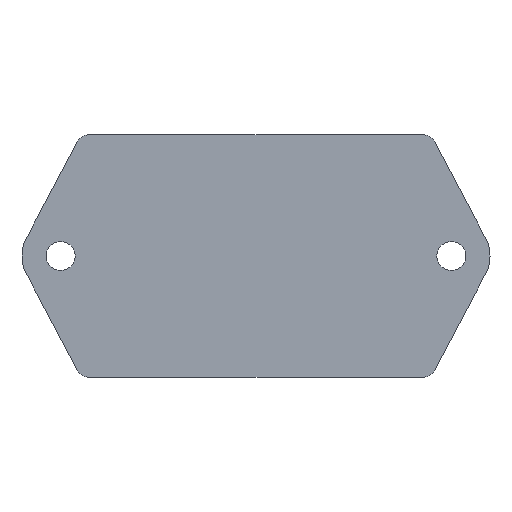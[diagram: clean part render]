
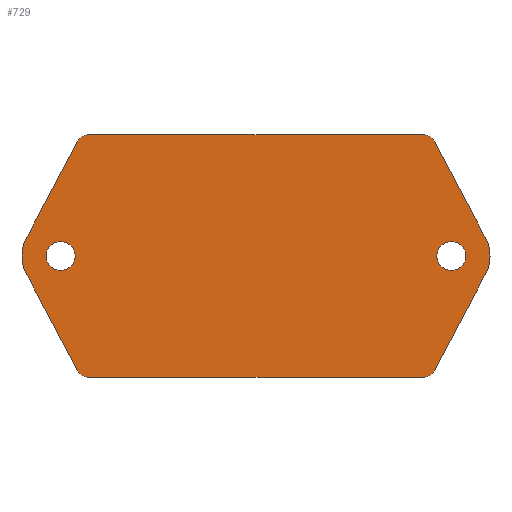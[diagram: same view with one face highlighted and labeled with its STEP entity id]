
A CAD part, front view. The second image highlights one B-rep face of the part: STEP entity #729.
In plain terms, the highlighted planar face has unit normal (0, -1, 0).
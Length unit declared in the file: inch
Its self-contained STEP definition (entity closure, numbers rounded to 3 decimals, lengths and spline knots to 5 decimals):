
#88 = CARTESIAN_POINT ( 'NONE',  ( -1.14231, -0.745, -0.73467 ) ) ;
#98 = CARTESIAN_POINT ( 'NONE',  ( -1.46895, -0.745, 0.11422 ) ) ;
#99 = CARTESIAN_POINT ( 'NONE',  ( -1.0755, -0.745, -0.775 ) ) ;
#111 = CARTESIAN_POINT ( 'NONE',  ( 1.14231, -0.745, -0.73467 ) ) ;
#112 = CARTESIAN_POINT ( 'NONE',  ( -1.25, -0.745, -0.093 ) ) ;
#113 = CARTESIAN_POINT ( 'NONE',  ( 1.14231, -0.745, 0.73467 ) ) ;
#157 = CARTESIAN_POINT ( 'NONE',  ( 1.46895, -0.745, 0.11422 ) ) ;
#159 = CARTESIAN_POINT ( 'NONE',  ( -1.14231, -0.745, 0.73467 ) ) ;
#160 = CARTESIAN_POINT ( 'NONE',  ( 1.0755, -0.745, -0.775 ) ) ;
#161 = CARTESIAN_POINT ( 'NONE',  ( 1.25, -0.745, -0.093 ) ) ;
#162 = CARTESIAN_POINT ( 'NONE',  ( 1.25, -0.745, 0.093 ) ) ;
#164 = CARTESIAN_POINT ( 'NONE',  ( -1.25, -0.745, 0.093 ) ) ;
#165 = CARTESIAN_POINT ( 'NONE',  ( 1.0755, -0.745, 0.775 ) ) ;
#166 = CARTESIAN_POINT ( 'NONE',  ( 1.46895, -0.745, -0.11422 ) ) ;
#167 = CARTESIAN_POINT ( 'NONE',  ( -1.0755, -0.745, 0.775 ) ) ;
#172 = CARTESIAN_POINT ( 'NONE',  ( -1.46895, -0.745, -0.11422 ) ) ;
#591 = CARTESIAN_POINT ( 'NONE',  ( -1.252, -0.745, 0. ) ) ;
#594 = CARTESIAN_POINT ( 'NONE',  ( -1.25, -0.745, 0. ) ) ;
#596 = DIRECTION ( 'NONE',  ( 0., -1., 0. ) ) ;
#597 = DIRECTION ( 'NONE',  ( 0., 0., 1. ) ) ;
#601 = DIRECTION ( 'NONE',  ( 0., -1., 0. ) ) ;
#602 = DIRECTION ( 'NONE',  ( 0., 0., 1. ) ) ;
#605 = CARTESIAN_POINT ( 'NONE',  ( -0.67552, -0.745, 1.62133 ) ) ;
#608 = CARTESIAN_POINT ( 'NONE',  ( 1.0755, -0.745, 0.6995 ) ) ;
#609 = DIRECTION ( 'NONE',  ( -0.466, 0., -0.885 ) ) ;
#614 = DIRECTION ( 'NONE',  ( 0., -1., 0. ) ) ;
#615 = DIRECTION ( 'NONE',  ( 0., 0., 1. ) ) ;
#729 = ADVANCED_FACE ( 'NONE', ( #2883, #2886, #2894 ), #772, .F. ) ;
#745 = CIRCLE ( 'NONE', #2561, 0.24518 ) ;
#765 = DIRECTION ( 'NONE',  ( 0., 1., 0. ) ) ;
#771 = DIRECTION ( 'NONE',  ( 0., 0., 1. ) ) ;
#772 = PLANE ( 'NONE',  #2575 ) ;
#774 = CARTESIAN_POINT ( 'NONE',  ( 1.0755, -0.745, 0.6995 ) ) ;
#876 = VERTEX_POINT ( 'NONE', #88 ) ;
#936 = VERTEX_POINT ( 'NONE', #99 ) ;
#937 = VERTEX_POINT ( 'NONE', #98 ) ;
#940 = VERTEX_POINT ( 'NONE', #157 ) ;
#943 = VERTEX_POINT ( 'NONE', #159 ) ;
#944 = VERTEX_POINT ( 'NONE', #165 ) ;
#947 = VERTEX_POINT ( 'NONE', #167 ) ;
#948 = VERTEX_POINT ( 'NONE', #166 ) ;
#949 = VERTEX_POINT ( 'NONE', #160 ) ;
#950 = VERTEX_POINT ( 'NONE', #164 ) ;
#952 = VERTEX_POINT ( 'NONE', #162 ) ;
#953 = VERTEX_POINT ( 'NONE', #161 ) ;
#961 = VERTEX_POINT ( 'NONE', #172 ) ;
#962 = VERTEX_POINT ( 'NONE', #111 ) ;
#963 = VERTEX_POINT ( 'NONE', #112 ) ;
#964 = VERTEX_POINT ( 'NONE', #113 ) ;
#1056 = CARTESIAN_POINT ( 'NONE',  ( 1.252, -0.745, 0. ) ) ;
#1057 = DIRECTION ( 'NONE',  ( 0., -1., 0. ) ) ;
#1058 = DIRECTION ( 'NONE',  ( 0., 0., 1. ) ) ;
#1069 = CARTESIAN_POINT ( 'NONE',  ( 1.25, -0.745, 0. ) ) ;
#1071 = CARTESIAN_POINT ( 'NONE',  ( 1.14231, -0.745, 0.73467 ) ) ;
#1072 = DIRECTION ( 'NONE',  ( -0.466, 0., 0.885 ) ) ;
#1073 = CARTESIAN_POINT ( 'NONE',  ( 1.25, -0.745, 0. ) ) ;
#1074 = DIRECTION ( 'NONE',  ( 0., 1., 0. ) ) ;
#1075 = DIRECTION ( 'NONE',  ( 0., 0., 1. ) ) ;
#1083 = DIRECTION ( 'NONE',  ( 0., 1., 0. ) ) ;
#1084 = DIRECTION ( 'NONE',  ( 0., 0., 1. ) ) ;
#1089 = CARTESIAN_POINT ( 'NONE',  ( 1.0755, -0.745, -0.6995 ) ) ;
#1092 = CARTESIAN_POINT ( 'NONE',  ( -1.0755, -0.745, 0.6995 ) ) ;
#1093 = CARTESIAN_POINT ( 'NONE',  ( -1.25, -0.745, 0. ) ) ;
#1094 = DIRECTION ( 'NONE',  ( 0., -1., 0. ) ) ;
#1095 = DIRECTION ( 'NONE',  ( 0., 0., 1. ) ) ;
#1096 = CARTESIAN_POINT ( 'NONE',  ( 1.0755, -0.745, 0.775 ) ) ;
#1097 = DIRECTION ( 'NONE',  ( -1., 0., 0. ) ) ;
#1098 = CARTESIAN_POINT ( 'NONE',  ( -1.2522, -0.745, -0.52593 ) ) ;
#1099 = DIRECTION ( 'NONE',  ( 0.466, 0., -0.885 ) ) ;
#1100 = CARTESIAN_POINT ( 'NONE',  ( 1.71899, -0.745, 0.36073 ) ) ;
#1101 = DIRECTION ( 'NONE',  ( 0., -1., 0. ) ) ;
#1102 = DIRECTION ( 'NONE',  ( 0., 0., 1. ) ) ;
#1103 = CARTESIAN_POINT ( 'NONE',  ( 1.0755, -0.745, -0.775 ) ) ;
#1104 = DIRECTION ( 'NONE',  ( 1., 0., 0. ) ) ;
#1107 = DIRECTION ( 'NONE',  ( 0., -1., 0. ) ) ;
#1108 = DIRECTION ( 'NONE',  ( 0., 0., 1. ) ) ;
#1113 = DIRECTION ( 'NONE',  ( 0.466, 0., 0.885 ) ) ;
#1159 = CARTESIAN_POINT ( 'NONE',  ( -1.0755, -0.745, -0.6995 ) ) ;
#1162 = DIRECTION ( 'NONE',  ( 0., -1., 0. ) ) ;
#1163 = DIRECTION ( 'NONE',  ( 0., 0., 1. ) ) ;
#1379 = LINE ( 'NONE', #1071, #1380 ) ;
#1380 = VECTOR ( 'NONE', #1072, 39.37008 ) ;
#1382 = CIRCLE ( 'NONE', #2497, 0.093 ) ;
#1383 = VECTOR ( 'NONE', #1097, 39.37008 ) ;
#1386 = LINE ( 'NONE', #1096, #1383 ) ;
#1387 = CIRCLE ( 'NONE', #2371, 0.093 ) ;
#1392 = LINE ( 'NONE', #1103, #1393 ) ;
#1393 = VECTOR ( 'NONE', #1104, 39.37008 ) ;
#1394 = CIRCLE ( 'NONE', #2369, 0.0755 ) ;
#1395 = LINE ( 'NONE', #1098, #1396 ) ;
#1396 = VECTOR ( 'NONE', #1099, 39.37008 ) ;
#1399 = CIRCLE ( 'NONE', #2374, 0.0755 ) ;
#1403 = LINE ( 'NONE', #1100, #1405 ) ;
#1404 = CIRCLE ( 'NONE', #2370, 0.093 ) ;
#1405 = VECTOR ( 'NONE', #1113, 39.37008 ) ;
#1411 = CIRCLE ( 'NONE', #2367, 0.0755 ) ;
#1422 = CIRCLE ( 'NONE', #2365, 0.093 ) ;
#1423 = LINE ( 'NONE', #605, #1428 ) ;
#1425 = CIRCLE ( 'NONE', #2363, 0.24518 ) ;
#1428 = VECTOR ( 'NONE', #609, 39.37008 ) ;
#1435 = CIRCLE ( 'NONE', #2354, 0.0755 ) ;
#2354 = AXIS2_PLACEMENT_3D ( 'NONE', #608, #614, #615 ) ;
#2363 = AXIS2_PLACEMENT_3D ( 'NONE', #591, #601, #602 ) ;
#2365 = AXIS2_PLACEMENT_3D ( 'NONE', #594, #596, #597 ) ;
#2367 = AXIS2_PLACEMENT_3D ( 'NONE', #1159, #1162, #1163 ) ;
#2369 = AXIS2_PLACEMENT_3D ( 'NONE', #1092, #1094, #1095 ) ;
#2370 = AXIS2_PLACEMENT_3D ( 'NONE', #1093, #1107, #1108 ) ;
#2371 = AXIS2_PLACEMENT_3D ( 'NONE', #1073, #1083, #1084 ) ;
#2374 = AXIS2_PLACEMENT_3D ( 'NONE', #1089, #1101, #1102 ) ;
#2464 = EDGE_CURVE ( 'NONE', #948, #940, #745, .T. ) ;
#2471 = EDGE_CURVE ( 'NONE', #940, #964, #1379, .T. ) ;
#2472 = EDGE_CURVE ( 'NONE', #952, #953, #1382, .T. ) ;
#2475 = EDGE_CURVE ( 'NONE', #953, #952, #1387, .T. ) ;
#2479 = EDGE_CURVE ( 'NONE', #947, #943, #1394, .T. ) ;
#2480 = EDGE_CURVE ( 'NONE', #944, #947, #1386, .T. ) ;
#2481 = EDGE_CURVE ( 'NONE', #961, #876, #1395, .T. ) ;
#2482 = EDGE_CURVE ( 'NONE', #949, #962, #1399, .T. ) ;
#2483 = EDGE_CURVE ( 'NONE', #936, #949, #1392, .T. ) ;
#2487 = EDGE_CURVE ( 'NONE', #963, #950, #1404, .T. ) ;
#2489 = EDGE_CURVE ( 'NONE', #962, #948, #1403, .T. ) ;
#2497 = AXIS2_PLACEMENT_3D ( 'NONE', #1069, #1074, #1075 ) ;
#2511 = EDGE_CURVE ( 'NONE', #876, #936, #1411, .T. ) ;
#2522 = EDGE_CURVE ( 'NONE', #950, #963, #1422, .T. ) ;
#2524 = EDGE_CURVE ( 'NONE', #937, #961, #1425, .T. ) ;
#2534 = EDGE_CURVE ( 'NONE', #943, #937, #1423, .T. ) ;
#2545 = EDGE_CURVE ( 'NONE', #964, #944, #1435, .T. ) ;
#2561 = AXIS2_PLACEMENT_3D ( 'NONE', #1056, #1057, #1058 ) ;
#2575 = AXIS2_PLACEMENT_3D ( 'NONE', #774, #765, #771 ) ;
#2603 = ORIENTED_EDGE ( 'NONE', *, *, #2480, .T. ) ;
#2604 = ORIENTED_EDGE ( 'NONE', *, *, #2479, .T. ) ;
#2606 = ORIENTED_EDGE ( 'NONE', *, *, #2545, .T. ) ;
#2611 = ORIENTED_EDGE ( 'NONE', *, *, #2487, .F. ) ;
#2666 = ORIENTED_EDGE ( 'NONE', *, *, #2522, .F. ) ;
#2671 = ORIENTED_EDGE ( 'NONE', *, *, #2472, .T. ) ;
#2673 = ORIENTED_EDGE ( 'NONE', *, *, #2475, .T. ) ;
#2756 = ORIENTED_EDGE ( 'NONE', *, *, #2534, .T. ) ;
#2757 = ORIENTED_EDGE ( 'NONE', *, *, #2481, .T. ) ;
#2758 = ORIENTED_EDGE ( 'NONE', *, *, #2524, .T. ) ;
#2759 = ORIENTED_EDGE ( 'NONE', *, *, #2489, .T. ) ;
#2760 = ORIENTED_EDGE ( 'NONE', *, *, #2483, .T. ) ;
#2761 = ORIENTED_EDGE ( 'NONE', *, *, #2482, .T. ) ;
#2762 = ORIENTED_EDGE ( 'NONE', *, *, #2511, .T. ) ;
#2763 = ORIENTED_EDGE ( 'NONE', *, *, #2471, .T. ) ;
#2764 = ORIENTED_EDGE ( 'NONE', *, *, #2464, .T. ) ;
#2779 = EDGE_LOOP ( 'NONE', ( #2606, #2603, #2604, #2756, #2758, #2757, #2762, #2760, #2761, #2759, #2764, #2763 ) ) ;
#2811 = EDGE_LOOP ( 'NONE', ( #2671, #2673 ) ) ;
#2813 = EDGE_LOOP ( 'NONE', ( #2666, #2611 ) ) ;
#2883 = FACE_OUTER_BOUND ( 'NONE', #2779, .T. ) ;
#2886 = FACE_BOUND ( 'NONE', #2813, .T. ) ;
#2894 = FACE_BOUND ( 'NONE', #2811, .T. ) ;
